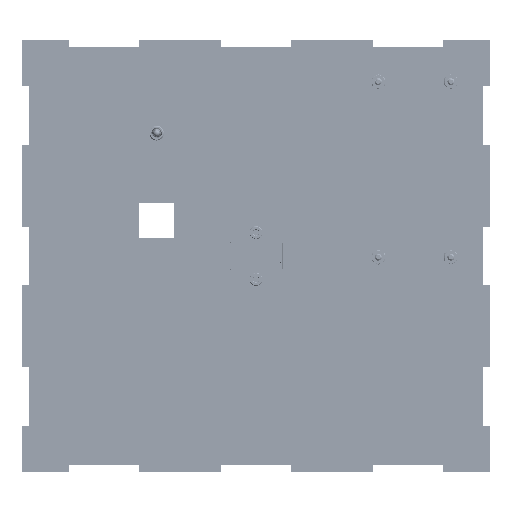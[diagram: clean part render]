
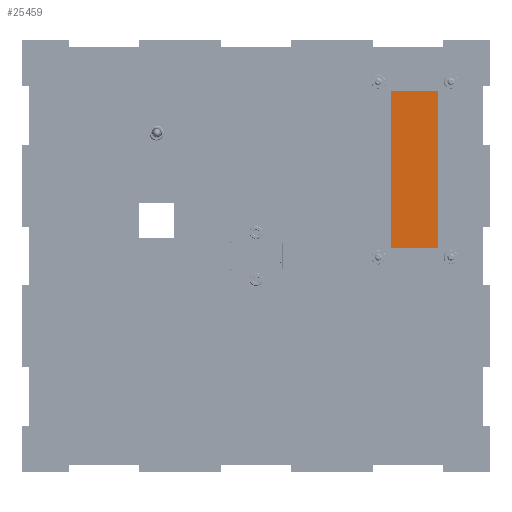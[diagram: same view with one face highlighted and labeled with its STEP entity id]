
A CAD part, top view. The second image highlights one B-rep face of the part: STEP entity #25459.
In plain terms, the highlighted face is planar.
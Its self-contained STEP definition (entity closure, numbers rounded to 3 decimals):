
#2058=PLANE('',#27387);
#3287=FACE_OUTER_BOUND('',#4692,.T.);
#4692=EDGE_LOOP('',(#22188,#22189,#22190,#22191));
#6963=LINE('',#49503,#9552);
#6967=LINE('',#49510,#9556);
#6970=LINE('',#49516,#9559);
#6972=LINE('',#49519,#9561);
#9552=VECTOR('',#32504,20.32);
#9556=VECTOR('',#32510,67.28);
#9559=VECTOR('',#32515,20.32);
#9561=VECTOR('',#32519,67.28);
#12563=VERTEX_POINT('',#49500);
#12564=VERTEX_POINT('',#49502);
#12566=VERTEX_POINT('',#49508);
#12568=VERTEX_POINT('',#49514);
#15878=EDGE_CURVE('',#12563,#12564,#6963,.T.);
#15882=EDGE_CURVE('',#12566,#12563,#6967,.T.);
#15885=EDGE_CURVE('',#12568,#12566,#6970,.T.);
#15887=EDGE_CURVE('',#12564,#12568,#6972,.T.);
#22188=ORIENTED_EDGE('',*,*,#15887,.F.);
#22189=ORIENTED_EDGE('',*,*,#15878,.F.);
#22190=ORIENTED_EDGE('',*,*,#15882,.F.);
#22191=ORIENTED_EDGE('',*,*,#15885,.F.);
#25459=ADVANCED_FACE('',(#3287),#2058,.F.);
#27387=AXIS2_PLACEMENT_3D('',#49520,#32520,#32521);
#32504=DIRECTION('',(0.,0.,-1.));
#32510=DIRECTION('',(-1.,0.,0.));
#32515=DIRECTION('',(0.,0.,1.));
#32519=DIRECTION('',(1.,0.,0.));
#32520=DIRECTION('center_axis',(0.,-1.,0.));
#32521=DIRECTION('ref_axis',(0.,0.,-1.));
#49500=CARTESIAN_POINT('',(-33.64,8.296,10.16));
#49502=CARTESIAN_POINT('',(-33.64,8.296,-10.16));
#49503=CARTESIAN_POINT('',(-33.64,8.296,10.16));
#49508=CARTESIAN_POINT('',(33.64,8.296,10.16));
#49510=CARTESIAN_POINT('',(33.64,8.296,10.16));
#49514=CARTESIAN_POINT('',(33.64,8.296,-10.16));
#49516=CARTESIAN_POINT('',(33.64,8.296,-10.16));
#49519=CARTESIAN_POINT('',(-33.64,8.296,-10.16));
#49520=CARTESIAN_POINT('Origin',(0.,8.296,0.));
